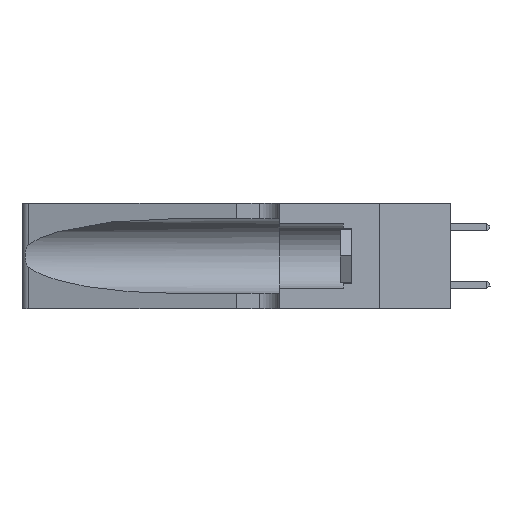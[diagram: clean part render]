
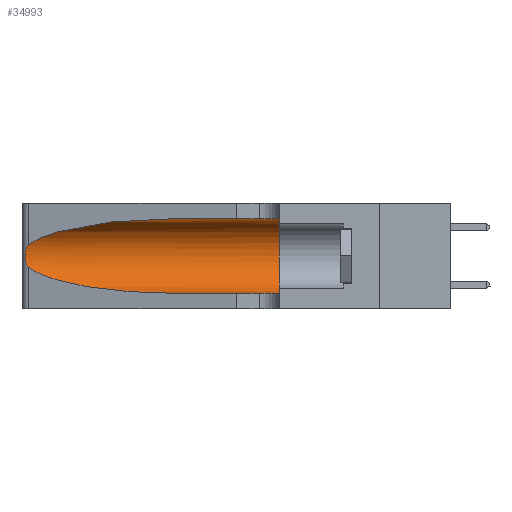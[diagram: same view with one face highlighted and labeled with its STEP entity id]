
A CAD part, left-side view. The second image highlights one B-rep face of the part: STEP entity #34993.
In plain terms, the highlighted cylindrical face has radius 3.308 mm (diameter 6.617 mm), a partial arc.
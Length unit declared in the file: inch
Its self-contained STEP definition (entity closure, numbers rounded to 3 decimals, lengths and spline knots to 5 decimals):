
#132 = CARTESIAN_POINT ( 'NONE',  ( 0.25555, 1.22994, 0.2215 ) ) ;
#287 = CARTESIAN_POINT ( 'NONE',  ( 0.25854, 1.2359, 0.20912 ) ) ;
#668 = LINE ( 'NONE', #6623, #26528 ) ;
#2017 = CARTESIAN_POINT ( 'NONE',  ( 0.1305, 0.72297, 0.05475 ) ) ;
#2566 = CARTESIAN_POINT ( 'NONE',  ( 0.1305, 0.72297, 0.31525 ) ) ;
#2717 = AXIS2_PLACEMENT_3D ( 'NONE', #33733, #12818, #37260 ) ;
#3143 = CARTESIAN_POINT ( 'NONE',  ( 0.1305, 0.35, 0.05475 ) ) ;
#3655 = VERTEX_POINT ( 'NONE', #2566 ) ;
#3727 = VERTEX_POINT ( 'NONE', #17020 ) ;
#3915 = CARTESIAN_POINT ( 'NONE',  ( 0.26075, 1.23896, 0.19203 ) ) ;
#3984 = EDGE_LOOP ( 'NONE', ( #5347, #29439, #19630, #38096, #30055, #8540 ) ) ;
#5347 = ORIENTED_EDGE ( 'NONE', *, *, #36956, .T. ) ;
#6623 = CARTESIAN_POINT ( 'NONE',  ( 0.1305, 1.61858, 0.31525 ) ) ;
#6839 = B_SPLINE_CURVE_WITH_KNOTS ( 'NONE', 3,
 ( #35297, #132, #42404, #21392, #287, #24900, #3915, #28436, #7438, #31938, #10983, #35454, #14544, #38995 ),
 .UNSPECIFIED., .F., .F.,
 ( 4, 2, 2, 2, 2, 2, 4 ),
 ( 0., 0.00027, 0.00053, 0.00107, 0.0016, 0.00187, 0.00214 ),
 .UNSPECIFIED. ) ;
#7438 = CARTESIAN_POINT ( 'NONE',  ( 0.26017, 1.23833, 0.17102 ) ) ;
#7790 = CARTESIAN_POINT ( 'NONE',  ( 0.18966, 0.96281, 0.31525 ) ) ;
#8540 = ORIENTED_EDGE ( 'NONE', *, *, #32328, .F. ) ;
#10978 = EDGE_CURVE ( 'NONE', #18442, #26719, #33449, .T. ) ;
#10983 = CARTESIAN_POINT ( 'NONE',  ( 0.25789, 1.23486, 0.15765 ) ) ;
#11341 = CARTESIAN_POINT ( 'NONE',  ( 0.2373, 1.15595, 0.28018 ) ) ;
#12818 = DIRECTION ( 'NONE',  ( 0., 1., 0. ) ) ;
#12941 = EDGE_CURVE ( 'NONE', #3727, #35473, #26501, .T. ) ;
#14014 = LINE ( 'NONE', #17064, #32577 ) ;
#14544 = CARTESIAN_POINT ( 'NONE',  ( 0.25555, 1.22993, 0.14849 ) ) ;
#15046 =( BOUNDED_CURVE ( )  B_SPLINE_CURVE ( 3, ( #42744, #7790, #11341, #35799 ),
 .UNSPECIFIED., .F., .F. ) 
 B_SPLINE_CURVE_WITH_KNOTS ( ( 4, 4 ),
 ( 1.5708, 2.84003 ),
 .UNSPECIFIED. ) 
 CURVE ( )  GEOMETRIC_REPRESENTATION_ITEM ( )  RATIONAL_B_SPLINE_CURVE ( ( 1., 0.87, 0.87, 1. ) ) 
 REPRESENTATION_ITEM ( '' )  );
#16433 = AXIS2_PLACEMENT_3D ( 'NONE', #17477, #38419, #34880 ) ;
#17020 = CARTESIAN_POINT ( 'NONE',  ( 0.25487, 1.22718, 0.14631 ) ) ;
#17064 = CARTESIAN_POINT ( 'NONE',  ( 0.1305, 1.61858, 0.05475 ) ) ;
#17477 = CARTESIAN_POINT ( 'NONE',  ( 0.1305, 1.61858, 0.185 ) ) ;
#18442 = VERTEX_POINT ( 'NONE', #30660 ) ;
#18529 = EDGE_CURVE ( 'NONE', #35473, #26719, #14014, .T. ) ;
#19630 = ORIENTED_EDGE ( 'NONE', *, *, #12941, .T. ) ;
#20471 = CARTESIAN_POINT ( 'NONE',  ( 0.1305, 0.72297, 0.05475 ) ) ;
#21392 = CARTESIAN_POINT ( 'NONE',  ( 0.25787, 1.23484, 0.2124 ) ) ;
#23049 = CARTESIAN_POINT ( 'NONE',  ( 0.18966, 0.96281, 0.05475 ) ) ;
#24900 = CARTESIAN_POINT ( 'NONE',  ( 0.26018, 1.23835, 0.19895 ) ) ;
#25780 = CYLINDRICAL_SURFACE ( 'NONE', #16433, 0.13025 ) ;
#26501 =( BOUNDED_CURVE ( )  B_SPLINE_CURVE ( 3, ( #29950, #44071, #23049, #2017 ),
 .UNSPECIFIED., .F., .F. ) 
 B_SPLINE_CURVE_WITH_KNOTS ( ( 4, 4 ),
 ( 3.44316, 4.71239 ),
 .UNSPECIFIED. ) 
 CURVE ( )  GEOMETRIC_REPRESENTATION_ITEM ( )  RATIONAL_B_SPLINE_CURVE ( ( 1., 0.87, 0.87, 1. ) ) 
 REPRESENTATION_ITEM ( '' )  );
#26528 = VECTOR ( 'NONE', #34625, 39.37008 ) ;
#26719 = VERTEX_POINT ( 'NONE', #3143 ) ;
#28436 = CARTESIAN_POINT ( 'NONE',  ( 0.26075, 1.23896, 0.178 ) ) ;
#29439 = ORIENTED_EDGE ( 'NONE', *, *, #37556, .T. ) ;
#29950 = CARTESIAN_POINT ( 'NONE',  ( 0.25487, 1.22718, 0.14631 ) ) ;
#30055 = ORIENTED_EDGE ( 'NONE', *, *, #10978, .F. ) ;
#30660 = CARTESIAN_POINT ( 'NONE',  ( 0.1305, 0.35, 0.31525 ) ) ;
#31938 = CARTESIAN_POINT ( 'NONE',  ( 0.25856, 1.23593, 0.16098 ) ) ;
#32328 = EDGE_CURVE ( 'NONE', #3655, #18442, #668, .T. ) ;
#32577 = VECTOR ( 'NONE', #38146, 39.37008 ) ;
#33449 = CIRCLE ( 'NONE', #2717, 0.13025 ) ;
#33733 = CARTESIAN_POINT ( 'NONE',  ( 0.1305, 0.35, 0.185 ) ) ;
#34625 = DIRECTION ( 'NONE',  ( 0., -1., 0. ) ) ;
#34880 = DIRECTION ( 'NONE',  ( 0., 0., -1. ) ) ;
#34993 = ADVANCED_FACE ( 'NONE', ( #44461 ), #25780, .F. ) ;
#35297 = CARTESIAN_POINT ( 'NONE',  ( 0.25487, 1.22718, 0.22369 ) ) ;
#35454 = CARTESIAN_POINT ( 'NONE',  ( 0.25639, 1.23186, 0.15144 ) ) ;
#35473 = VERTEX_POINT ( 'NONE', #20471 ) ;
#35799 = CARTESIAN_POINT ( 'NONE',  ( 0.25487, 1.22718, 0.22369 ) ) ;
#36956 = EDGE_CURVE ( 'NONE', #3655, #44797, #15046, .T. ) ;
#37260 = DIRECTION ( 'NONE',  ( 0., 0., 1. ) ) ;
#37556 = EDGE_CURVE ( 'NONE', #44797, #3727, #6839, .T. ) ;
#38096 = ORIENTED_EDGE ( 'NONE', *, *, #18529, .T. ) ;
#38146 = DIRECTION ( 'NONE',  ( 0., -1., 0. ) ) ;
#38419 = DIRECTION ( 'NONE',  ( 0., -1., 0. ) ) ;
#38995 = CARTESIAN_POINT ( 'NONE',  ( 0.25487, 1.22718, 0.14631 ) ) ;
#42404 = CARTESIAN_POINT ( 'NONE',  ( 0.25639, 1.23184, 0.21858 ) ) ;
#42744 = CARTESIAN_POINT ( 'NONE',  ( 0.1305, 0.72297, 0.31525 ) ) ;
#43061 = CARTESIAN_POINT ( 'NONE',  ( 0.25487, 1.22718, 0.22369 ) ) ;
#44071 = CARTESIAN_POINT ( 'NONE',  ( 0.2373, 1.15595, 0.08982 ) ) ;
#44461 = FACE_OUTER_BOUND ( 'NONE', #3984, .T. ) ;
#44797 = VERTEX_POINT ( 'NONE', #43061 ) ;
